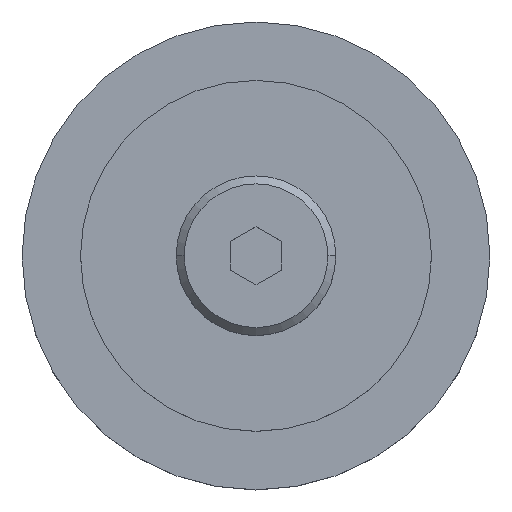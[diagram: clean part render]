
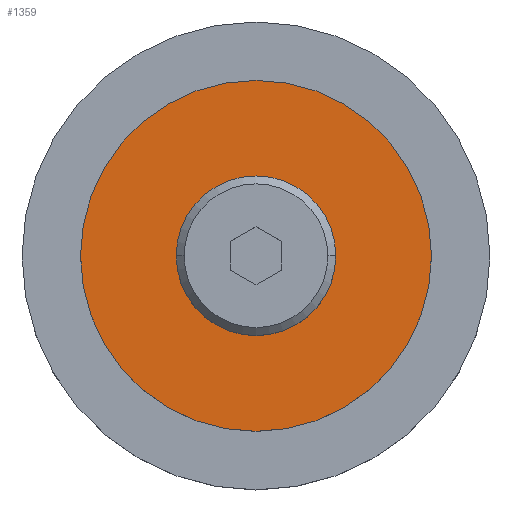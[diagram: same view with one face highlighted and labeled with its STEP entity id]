
A CAD part, top view. The second image highlights one B-rep face of the part: STEP entity #1359.
In plain terms, the highlighted planar face has unit normal (0, 0, 1).
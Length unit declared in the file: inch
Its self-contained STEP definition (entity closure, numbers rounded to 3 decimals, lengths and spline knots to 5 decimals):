
#1219=CARTESIAN_POINT('',(0.5625,0.0,0.46457));
#1220=VERTEX_POINT('',#1219);
#1229=CARTESIAN_POINT('',(-0.5625,0.,0.46457));
#1230=VERTEX_POINT('',#1229);
#1231=CARTESIAN_POINT('',(0.0,0.0,0.46457));
#1232=DIRECTION('',(0.0,0.0,-1.0));
#1233=DIRECTION('',(1.0,0.0,0.0));
#1234=AXIS2_PLACEMENT_3D('',#1231,#1232,#1233);
#1235=CIRCLE('',#1234,0.5625);
#1236=EDGE_CURVE('',#1220,#1230,#1235,.T.);
#1261=CARTESIAN_POINT('',(0.187,0.0,0.46457));
#1262=VERTEX_POINT('',#1261);
#1271=CARTESIAN_POINT('',(-0.187,0.,0.46457));
#1272=VERTEX_POINT('',#1271);
#1273=CARTESIAN_POINT('',(0.0,0.0,0.46457));
#1274=DIRECTION('',(0.0,0.0,-1.0));
#1275=DIRECTION('',(1.0,0.0,0.0));
#1276=AXIS2_PLACEMENT_3D('',#1273,#1274,#1275);
#1277=CIRCLE('',#1276,0.187);
#1278=EDGE_CURVE('',#1272,#1262,#1277,.T.);
#1312=CARTESIAN_POINT('',(0.0,0.0,0.46457));
#1313=DIRECTION('',(0.0,0.0,-1.0));
#1314=DIRECTION('',(1.0,0.0,0.0));
#1315=AXIS2_PLACEMENT_3D('',#1312,#1313,#1314);
#1316=CIRCLE('',#1315,0.187);
#1317=EDGE_CURVE('',#1262,#1272,#1316,.T.);
#1336=CARTESIAN_POINT('',(0.0,0.0,0.46457));
#1337=DIRECTION('',(0.0,0.0,-1.0));
#1338=DIRECTION('',(1.0,0.0,0.0));
#1339=AXIS2_PLACEMENT_3D('',#1336,#1337,#1338);
#1340=CIRCLE('',#1339,0.5625);
#1341=EDGE_CURVE('',#1230,#1220,#1340,.T.);
#1346=CARTESIAN_POINT('',(0.5625,0.0,0.46457));
#1347=DIRECTION('',(0.0,0.0,1.0));
#1348=DIRECTION('',(1.0,0.0,0.0));
#1349=AXIS2_PLACEMENT_3D('',#1346,#1347,#1348);
#1350=PLANE('',#1349);
#1351=ORIENTED_EDGE('',*,*,#1236,.F.);
#1352=ORIENTED_EDGE('',*,*,#1341,.F.);
#1353=EDGE_LOOP('',(#1351,#1352));
#1354=FACE_OUTER_BOUND('',#1353,.T.);
#1355=ORIENTED_EDGE('',*,*,#1317,.T.);
#1356=ORIENTED_EDGE('',*,*,#1278,.T.);
#1357=EDGE_LOOP('',(#1355,#1356));
#1358=FACE_BOUND('',#1357,.T.);
#1359=ADVANCED_FACE('',(#1354,#1358),#1350,.T.);
